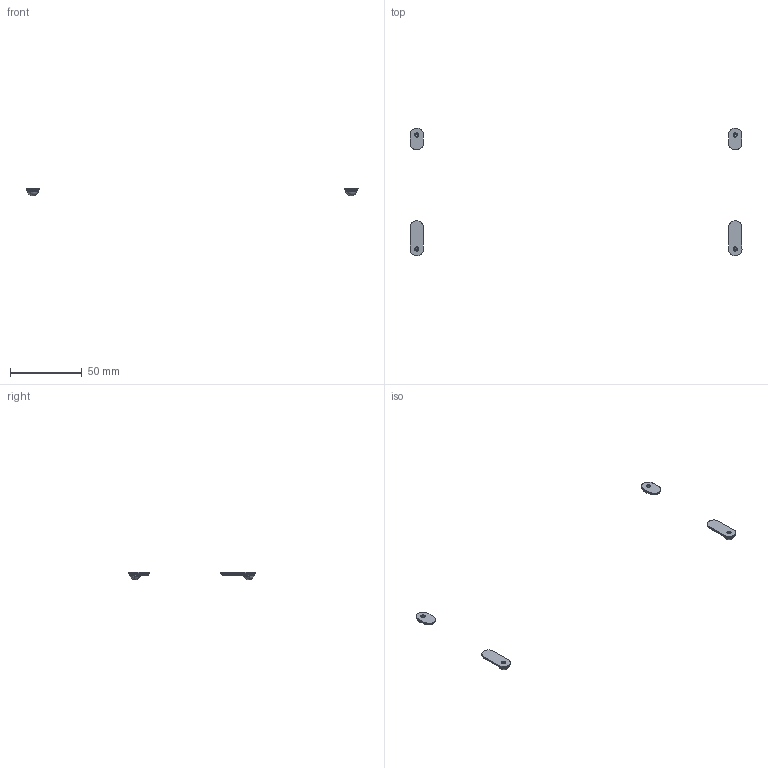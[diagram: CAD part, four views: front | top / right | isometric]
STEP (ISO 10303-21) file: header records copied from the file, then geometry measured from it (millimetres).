
FILE_DESCRIPTION(/* description */ (''),/* implementation_level */ '2;1');
FILE_NAME(/* name */ 'MYND Print parts Rubber feet',/* time_stamp */ '2024-10-09T14:42:12+02:00',/* author */ (''),/* organization */ (''),/* preprocessor_version */ 'ST-DEVELOPER v19.2',/* originating_system */ 'Rhino 8.2',/* authorisation */ '');
FILE_SCHEMA (('CONFIG_CONTROL_DESIGN'));
Length unit declared in the file: millimetre
Products named in the file (1): Document
Bounding box: 232.09 x 89.24 x 5.49 mm (x, y, z)
Volume: 1614.5 mm3; surface area: 1861.5 mm2
Topology: 4 solids, 4 shells, 172 faces, 376 edges, 200 vertices
Faces by surface type: bspline 112, cylinder 32, plane 28
Entity records: 9646 total; most frequent: CARTESIAN_POINT 6964, ORIENTED_EDGE 720, EDGE_CURVE 360, DIRECTION 204, VERTEX_POINT 200, B_SPLINE_CURVE_WITH_KNOTS 198, EDGE_LOOP 176, ADVANCED_FACE 172
